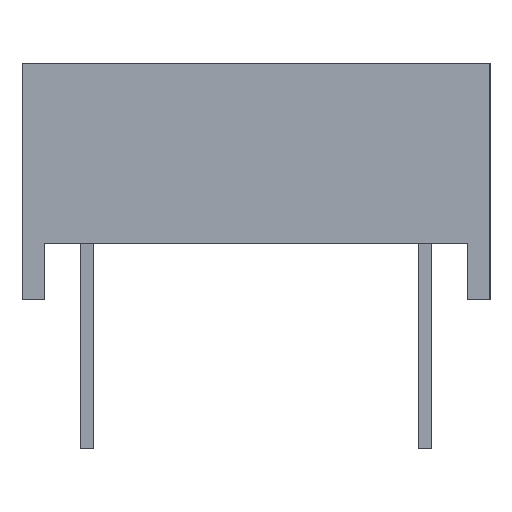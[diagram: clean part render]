
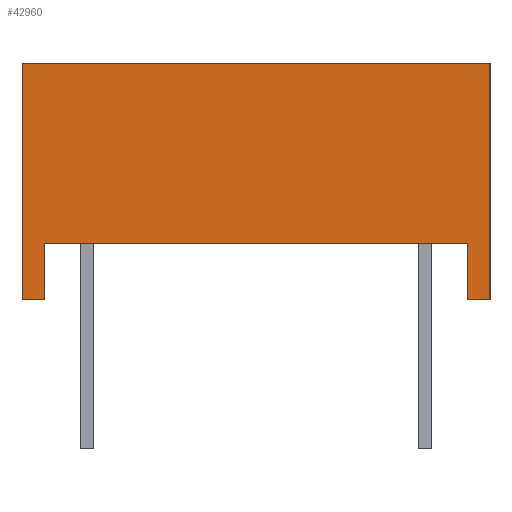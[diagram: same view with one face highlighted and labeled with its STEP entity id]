
A CAD part, left-side view. The second image highlights one B-rep face of the part: STEP entity #42960.
In plain terms, the highlighted planar face has unit normal (-1, 0, 0).
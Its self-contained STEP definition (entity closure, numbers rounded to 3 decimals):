
#42612=CARTESIAN_POINT('',(-10.08,-4.77,0.0));
#42613=VERTEX_POINT('',#42612);
#42620=CARTESIAN_POINT('',(-10.08,-4.77,1.27));
#42621=VERTEX_POINT('',#42620);
#42622=CARTESIAN_POINT('',(-10.08,-4.77,1.27));
#42623=DIRECTION('',(0.0,0.0,-1.0));
#42624=VECTOR('',#42623,1.27);
#42625=LINE('',#42622,#42624);
#42626=EDGE_CURVE('',#42621,#42613,#42625,.T.);
#42652=CARTESIAN_POINT('',(-10.08,4.77,1.27));
#42653=VERTEX_POINT('',#42652);
#42660=CARTESIAN_POINT('',(-10.08,4.77,0.0));
#42661=VERTEX_POINT('',#42660);
#42662=CARTESIAN_POINT('',(-10.08,4.77,0.0));
#42663=DIRECTION('',(0.0,0.0,1.0));
#42664=VECTOR('',#42663,1.27);
#42665=LINE('',#42662,#42664);
#42666=EDGE_CURVE('',#42661,#42653,#42665,.T.);
#42896=CARTESIAN_POINT('',(-10.08,5.27,0.0));
#42897=VERTEX_POINT('',#42896);
#42898=CARTESIAN_POINT('',(-10.08,4.77,0.0));
#42899=DIRECTION('',(0.0,1.0,0.0));
#42900=VECTOR('',#42899,0.5);
#42901=LINE('',#42898,#42900);
#42902=EDGE_CURVE('',#42661,#42897,#42901,.T.);
#42914=CARTESIAN_POINT('',(-10.08,-5.27,0.25));
#42915=DIRECTION('',(-1.0,0.0,0.0));
#42916=DIRECTION('',(0.0,0.0,1.0));
#42917=AXIS2_PLACEMENT_3D('',#42914,#42915,#42916);
#42918=PLANE('',#42917);
#42919=ORIENTED_EDGE('',*,*,#42666,.T.);
#42920=CARTESIAN_POINT('',(-10.08,4.77,1.27));
#42921=DIRECTION('',(0.0,-1.0,0.0));
#42922=VECTOR('',#42921,9.54);
#42923=LINE('',#42920,#42922);
#42924=EDGE_CURVE('',#42653,#42621,#42923,.T.);
#42925=ORIENTED_EDGE('',*,*,#42924,.T.);
#42926=ORIENTED_EDGE('',*,*,#42626,.T.);
#42927=CARTESIAN_POINT('',(-10.08,-5.27,0.0));
#42928=VERTEX_POINT('',#42927);
#42929=CARTESIAN_POINT('',(-10.08,-5.27,0.0));
#42930=DIRECTION('',(0.0,1.0,0.0));
#42931=VECTOR('',#42930,0.5);
#42932=LINE('',#42929,#42931);
#42933=EDGE_CURVE('',#42928,#42613,#42932,.T.);
#42934=ORIENTED_EDGE('',*,*,#42933,.F.);
#42935=CARTESIAN_POINT('',(-10.08,-5.27,5.33));
#42936=VERTEX_POINT('',#42935);
#42937=CARTESIAN_POINT('',(-10.08,-5.27,0.0));
#42938=DIRECTION('',(0.0,0.0,1.0));
#42939=VECTOR('',#42938,5.33);
#42940=LINE('',#42937,#42939);
#42941=EDGE_CURVE('',#42928,#42936,#42940,.T.);
#42942=ORIENTED_EDGE('',*,*,#42941,.T.);
#42943=CARTESIAN_POINT('',(-10.08,5.27,5.33));
#42944=VERTEX_POINT('',#42943);
#42945=CARTESIAN_POINT('',(-10.08,-5.27,5.33));
#42946=DIRECTION('',(0.0,1.0,0.0));
#42947=VECTOR('',#42946,10.54);
#42948=LINE('',#42945,#42947);
#42949=EDGE_CURVE('',#42936,#42944,#42948,.T.);
#42950=ORIENTED_EDGE('',*,*,#42949,.T.);
#42951=CARTESIAN_POINT('',(-10.08,5.27,0.0));
#42952=DIRECTION('',(0.0,0.0,1.0));
#42953=VECTOR('',#42952,5.33);
#42954=LINE('',#42951,#42953);
#42955=EDGE_CURVE('',#42897,#42944,#42954,.T.);
#42956=ORIENTED_EDGE('',*,*,#42955,.F.);
#42957=ORIENTED_EDGE('',*,*,#42902,.F.);
#42958=EDGE_LOOP('',(#42919,#42925,#42926,#42934,#42942,#42950,#42956,#42957));
#42959=FACE_OUTER_BOUND('',#42958,.T.);
#42960=ADVANCED_FACE('',(#42959),#42918,.T.);
